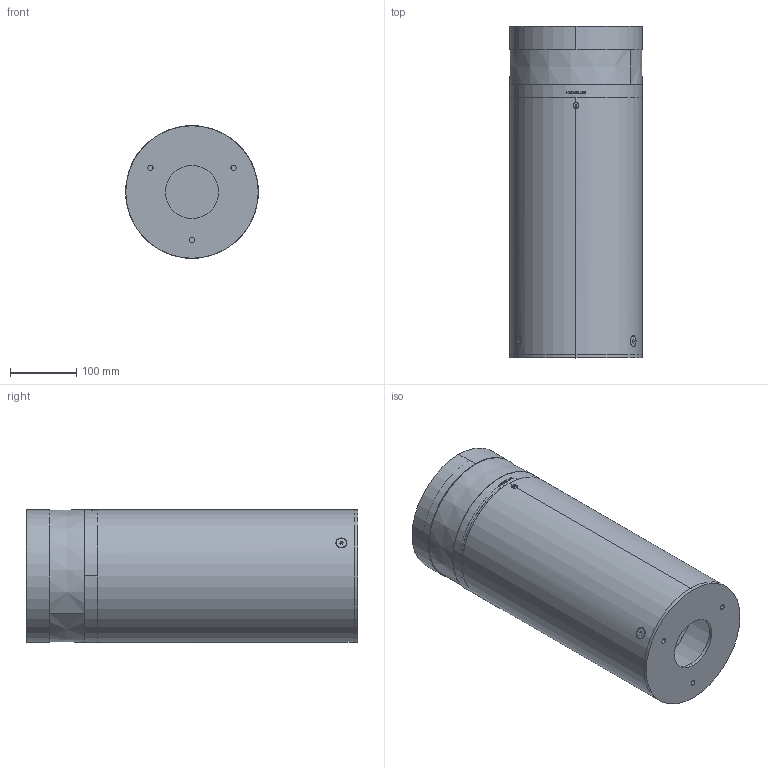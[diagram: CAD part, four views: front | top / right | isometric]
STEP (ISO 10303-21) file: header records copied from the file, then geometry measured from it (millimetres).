
FILE_DESCRIPTION (( 'STEP AP203' ), '1' );
FILE_NAME ('STAVANGER_500.STEP', '2024-02-06T06:25:27', ( '' ), ( '' ), 'SwSTEP 2.0', 'SolidWorks 2022', '' );
FILE_SCHEMA (( 'CONFIG_CONTROL_DESIGN' ));
Length unit declared in the file: millimetre
Products named in the file (11): W 7_KLEJ 2_M 8890_rs_w2; W4_KLOSZ ITALIA_M 8890LED_rs; GÓRA KOM_M 88 LED_rs_led_w2; W 7_R 2_M 8890HIT_rs_E27+Led; W 7_KRĄŻEK 1_M 8890HIT_rs; M8x12 STOŻ_rs_M8x16; WKR STOZ IMB M4x_rs_x08; W 7_PODSTAWA MOC_M 8890HIT_rs; STAVANGER_500; R 3_M8850LED_rs; W 1_KLEJ 2_M8890L_rs_w2
Assembly tree (13 placements, depth 3):
  STAVANGER_500
    GÓRA KOM_M 88 LED_rs_led_w2
      W 7_KRĄŻEK 1_M 8890HIT_rs
      W4_KLOSZ ITALIA_M 8890LED_rs
      W 7_R 2_M 8890HIT_rs_E27+Led
      W 1_KLEJ 2_M8890L_rs_w2
      W 7_KLEJ 2_M 8890_rs_w2
    W 7_PODSTAWA MOC_M 8890HIT_rs
    R 3_M8850LED_rs
    M8x12 STOŻ_rs_M8x16  x3
    WKR STOZ IMB M4x_rs_x08  x2
Bounding box: 200 x 501 x 200.09 mm (x, y, z)
Volume: 1986325.4 mm3; surface area: 945134.8 mm2
Topology: 12 solids, 12 shells, 498 faces, 1135 edges, 681 vertices
Faces by surface type: plane 150, cylinder 136, cone 74, bspline 73, torus 59, sphere 6
Entity records: 22276 total; most frequent: CARTESIAN_POINT 11823, ORIENTED_EDGE 1906, DIRECTION 1900, EDGE_CURVE 953, AXIS2_PLACEMENT_3D 809, VERTEX_POINT 591, EDGE_LOOP 494, CIRCLE 442
